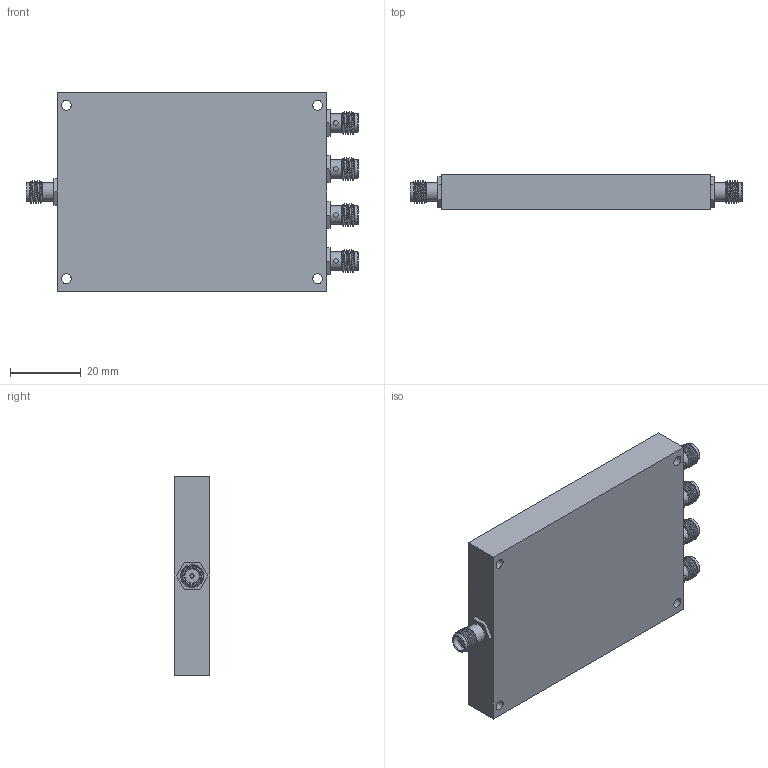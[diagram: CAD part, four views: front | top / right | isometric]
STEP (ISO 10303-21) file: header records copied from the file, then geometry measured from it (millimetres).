
FILE_DESCRIPTION (( 'STEP AP203' ), '1' );
FILE_NAME ('PE20S0024.step', '2020-05-07T16:55:26', ( '' ), ( '' ), 'SwSTEP 2.0', 'SolidWorks 2018', '' );
FILE_SCHEMA (( 'CONFIG_CONTROL_DESIGN' ));
Length unit declared in the file: inch
Products named in the file (1): PE20S0024
Bounding box: 93.78 x 10.05 x 56 mm (x, y, z)
Volume: 43530 mm3; surface area: 12751.5 mm2
Topology: 1 solids, 1 shells, 287 faces, 684 edges, 456 vertices
Faces by surface type: plane 145, bspline 69, cylinder 43, cone 25, torus 5
Full cylindrical faces by diameter (mm): 0.94 x5, 1.194 x5, 2.794 x4, 4.521 x5, 5.334 x10
Entity records: 16339 total; most frequent: CARTESIAN_POINT 10317, ORIENTED_EDGE 1250, DIRECTION 991, EDGE_CURVE 625, VERTEX_POINT 446, EDGE_LOOP 401, LINE 331, VECTOR 331
